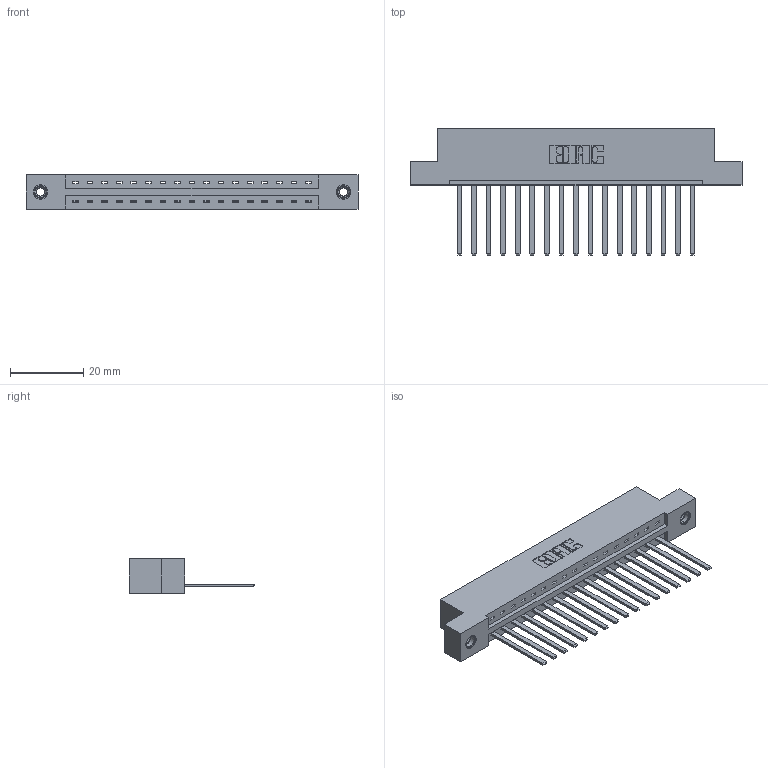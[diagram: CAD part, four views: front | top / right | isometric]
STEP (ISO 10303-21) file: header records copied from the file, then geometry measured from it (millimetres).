
FILE_DESCRIPTION (( 'STEP AP203' ), '1' );
FILE_NAME ('387-017-544-108.STEP', '2019-10-02T19:34:43', ( '' ), ( '' ), 'SwSTEP 2.0', 'SolidWorks 2016', '' );
FILE_SCHEMA (( 'CONFIG_CONTROL_DESIGN' ));
Length unit declared in the file: inch
Products named in the file (4): 337 Part_Flush Mounting Lugs - 0.156 Dia-TI; 387-017-544-108; 345-250-001_345-250-003-102; 345-292-001_345-293-144
Assembly tree (20 placements, depth 2):
  387-017-544-108
    337 Part_Flush Mounting Lugs - 0.156 Dia-TI
    345-292-001_345-293-144  x17
    345-250-001_345-250-003-102  x2
Bounding box: 90.37 x 34.3 x 9.4 mm (x, y, z)
Volume: 9270.3 mm3; surface area: 10118.1 mm2
Topology: 20 solids, 20 shells, 1126 faces, 3337 edges, 2194 vertices
Faces by surface type: plane 816, cylinder 294, cone 12, torus 4
Entity records: 16872 total; most frequent: CARTESIAN_POINT 2916, ORIENTED_EDGE 2862, DIRECTION 2535, EDGE_CURVE 1431, LINE 1287, VECTOR 1287, VERTEX_POINT 948, AXIS2_PLACEMENT_3D 624
